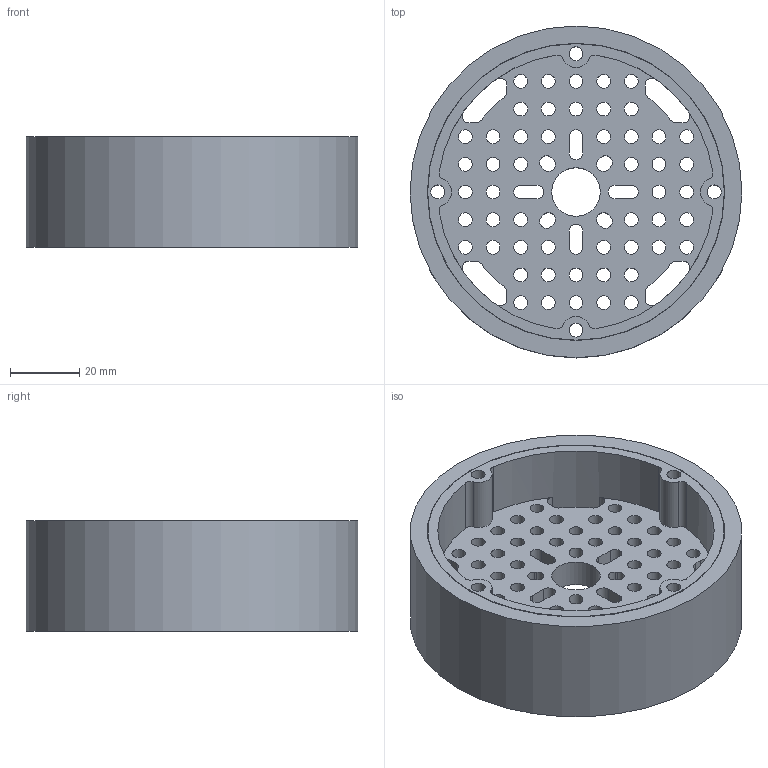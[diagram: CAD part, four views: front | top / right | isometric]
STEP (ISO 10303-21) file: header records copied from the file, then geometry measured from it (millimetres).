
FILE_DESCRIPTION( ( '' ), ' ' );
FILE_NAME( '5a2ae0145214870eedd3edff.step', '2017-12-08T18:55:16', ( '' ), ( '' ), ' ', ' ', ' ' );
FILE_SCHEMA( ( 'AUTOMOTIVE_DESIGN { 1 0 10303 214 1 1 1 1 }' ) );
Length unit declared in the file: metre
Products named in the file (3): Assem1; 3601-0014-0096 part; tread
Assembly tree (2 placements, depth 2):
  Assem1
    3601-0014-0096 part
    tread
Bounding box: 96 x 96 x 32 mm (x, y, z)
Volume: 101208.5 mm3; surface area: 54534.7 mm2
Topology: 2 solids, 2 shells, 156 faces, 527 edges, 369 vertices
Faces by surface type: cylinder 124, plane 30, torus 2
Full cylindrical faces by diameter (mm): 4 x56, 14 x1, 86 x2, 96 x1
Entity records: 6718 total; most frequent: DIRECTION 994, CARTESIAN_POINT 883, ORIENTED_EDGE 820, AXIS2_PLACEMENT_3D 425, EDGE_CURVE 410, EDGE_LOOP 352, VERTEX_POINT 314, CIRCLE 266
